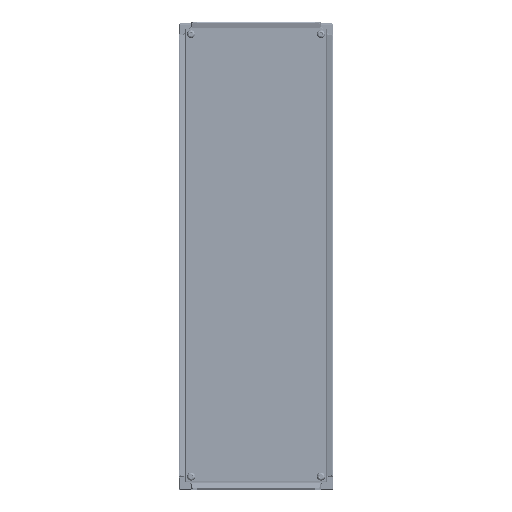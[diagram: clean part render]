
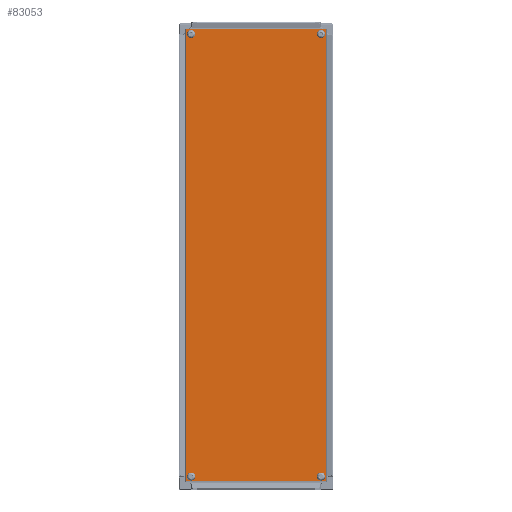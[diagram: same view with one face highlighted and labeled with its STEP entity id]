
A CAD part, top view. The second image highlights one B-rep face of the part: STEP entity #83053.
In plain terms, the highlighted face is planar.
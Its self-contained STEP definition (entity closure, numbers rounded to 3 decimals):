
#82207=CARTESIAN_POINT('Vertex',(-178.,-578.,0.)) ;
#82452=CARTESIAN_POINT('Line Origine',(-178.,0.,0.)) ;
#82456=CARTESIAN_POINT('Vertex',(-178.,578.,0.)) ;
#82480=CARTESIAN_POINT('Vertex',(178.,-578.,0.)) ;
#82483=CARTESIAN_POINT('Line Origine',(0.,-578.,0.)) ;
#82958=CARTESIAN_POINT('Axis2P3D Location',(0.,0.,0.)) ;
#82963=CARTESIAN_POINT('Line Origine',(178.,0.,0.)) ;
#82967=CARTESIAN_POINT('Vertex',(178.,578.,0.)) ;
#82970=CARTESIAN_POINT('Line Origine',(0.,578.,0.)) ;
#82981=CARTESIAN_POINT('Axis2P3D Location',(-166.,-566.,0.)) ;
#82985=CARTESIAN_POINT('Vertex',(-166.,-559.,0.)) ;
#82987=CARTESIAN_POINT('Vertex',(-166.,-573.,0.)) ;
#82990=CARTESIAN_POINT('Axis2P3D Location',(-166.,-566.,0.)) ;
#82999=CARTESIAN_POINT('Axis2P3D Location',(166.,-566.,0.)) ;
#83003=CARTESIAN_POINT('Vertex',(166.,-573.,0.)) ;
#83005=CARTESIAN_POINT('Vertex',(166.,-559.,0.)) ;
#83008=CARTESIAN_POINT('Axis2P3D Location',(166.,-566.,0.)) ;
#83017=CARTESIAN_POINT('Axis2P3D Location',(166.,566.,0.)) ;
#83021=CARTESIAN_POINT('Vertex',(166.,559.,0.)) ;
#83023=CARTESIAN_POINT('Vertex',(166.,573.,0.)) ;
#83026=CARTESIAN_POINT('Axis2P3D Location',(166.,566.,0.)) ;
#83035=CARTESIAN_POINT('Axis2P3D Location',(-166.,566.,0.)) ;
#83039=CARTESIAN_POINT('Vertex',(-166.,573.,0.)) ;
#83041=CARTESIAN_POINT('Vertex',(-166.,559.,0.)) ;
#83044=CARTESIAN_POINT('Axis2P3D Location',(-166.,566.,0.)) ;
#82453=DIRECTION('Vector Direction',(0.,-1.,0.)) ;
#82484=DIRECTION('Vector Direction',(1.,0.,0.)) ;
#82959=DIRECTION('Axis2P3D Direction',(0.,0.,-1.)) ;
#82960=DIRECTION('Axis2P3D XDirection',(1.,0.,0.)) ;
#82964=DIRECTION('Vector Direction',(0.,1.,0.)) ;
#82971=DIRECTION('Vector Direction',(-1.,0.,0.)) ;
#82982=DIRECTION('Axis2P3D Direction',(0.,0.,-1.)) ;
#82991=DIRECTION('Axis2P3D Direction',(0.,0.,-1.)) ;
#83000=DIRECTION('Axis2P3D Direction',(0.,0.,-1.)) ;
#83009=DIRECTION('Axis2P3D Direction',(0.,0.,-1.)) ;
#83018=DIRECTION('Axis2P3D Direction',(0.,0.,-1.)) ;
#83027=DIRECTION('Axis2P3D Direction',(0.,0.,-1.)) ;
#83036=DIRECTION('Axis2P3D Direction',(0.,0.,-1.)) ;
#83045=DIRECTION('Axis2P3D Direction',(0.,0.,-1.)) ;
#82961=AXIS2_PLACEMENT_3D('Plane Axis2P3D',#82958,#82959,#82960) ;
#82983=AXIS2_PLACEMENT_3D('Circle Axis2P3D',#82981,#82982,$) ;
#82992=AXIS2_PLACEMENT_3D('Circle Axis2P3D',#82990,#82991,$) ;
#83001=AXIS2_PLACEMENT_3D('Circle Axis2P3D',#82999,#83000,$) ;
#83010=AXIS2_PLACEMENT_3D('Circle Axis2P3D',#83008,#83009,$) ;
#83019=AXIS2_PLACEMENT_3D('Circle Axis2P3D',#83017,#83018,$) ;
#83028=AXIS2_PLACEMENT_3D('Circle Axis2P3D',#83026,#83027,$) ;
#83037=AXIS2_PLACEMENT_3D('Circle Axis2P3D',#83035,#83036,$) ;
#83046=AXIS2_PLACEMENT_3D('Circle Axis2P3D',#83044,#83045,$) ;
#82976=ORIENTED_EDGE('',*,*,#82969,.T.) ;
#82977=ORIENTED_EDGE('',*,*,#82487,.T.) ;
#82978=ORIENTED_EDGE('',*,*,#82458,.T.) ;
#82979=ORIENTED_EDGE('',*,*,#82974,.T.) ;
#82996=ORIENTED_EDGE('',*,*,#82989,.F.) ;
#82997=ORIENTED_EDGE('',*,*,#82994,.F.) ;
#83014=ORIENTED_EDGE('',*,*,#83007,.F.) ;
#83015=ORIENTED_EDGE('',*,*,#83012,.F.) ;
#83032=ORIENTED_EDGE('',*,*,#83025,.F.) ;
#83033=ORIENTED_EDGE('',*,*,#83030,.F.) ;
#83050=ORIENTED_EDGE('',*,*,#83043,.F.) ;
#83051=ORIENTED_EDGE('',*,*,#83048,.F.) ;
#82998=FACE_BOUND('',#82995,.T.) ;
#83016=FACE_BOUND('',#83013,.T.) ;
#83034=FACE_BOUND('',#83031,.T.) ;
#83052=FACE_BOUND('',#83049,.T.) ;
#82454=VECTOR('Line Direction',#82453,1.) ;
#82485=VECTOR('Line Direction',#82484,1.) ;
#82965=VECTOR('Line Direction',#82964,1.) ;
#82972=VECTOR('Line Direction',#82971,1.) ;
#83053=ADVANCED_FACE('Tetto_estetico',(#82980,#82998,#83016,#83034,#83052),#82962,.T.) ;
#82984=CIRCLE('generated circle',#82983,7.) ;
#82993=CIRCLE('generated circle',#82992,7.) ;
#83002=CIRCLE('generated circle',#83001,7.) ;
#83011=CIRCLE('generated circle',#83010,7.) ;
#83020=CIRCLE('generated circle',#83019,7.) ;
#83029=CIRCLE('generated circle',#83028,7.) ;
#83038=CIRCLE('generated circle',#83037,7.) ;
#83047=CIRCLE('generated circle',#83046,7.) ;
#82458=EDGE_CURVE('',#82208,#82457,#82455,.F.) ;
#82487=EDGE_CURVE('',#82481,#82208,#82486,.F.) ;
#82969=EDGE_CURVE('',#82968,#82481,#82966,.F.) ;
#82974=EDGE_CURVE('',#82457,#82968,#82973,.F.) ;
#82989=EDGE_CURVE('',#82986,#82988,#82984,.T.) ;
#82994=EDGE_CURVE('',#82988,#82986,#82993,.T.) ;
#83007=EDGE_CURVE('',#83004,#83006,#83002,.T.) ;
#83012=EDGE_CURVE('',#83006,#83004,#83011,.T.) ;
#83025=EDGE_CURVE('',#83022,#83024,#83020,.T.) ;
#83030=EDGE_CURVE('',#83024,#83022,#83029,.T.) ;
#83043=EDGE_CURVE('',#83040,#83042,#83038,.T.) ;
#83048=EDGE_CURVE('',#83042,#83040,#83047,.T.) ;
#82975=EDGE_LOOP('',(#82976,#82977,#82978,#82979)) ;
#82995=EDGE_LOOP('',(#82996,#82997)) ;
#83013=EDGE_LOOP('',(#83014,#83015)) ;
#83031=EDGE_LOOP('',(#83032,#83033)) ;
#83049=EDGE_LOOP('',(#83050,#83051)) ;
#82980=FACE_OUTER_BOUND('',#82975,.T.) ;
#82455=LINE('Line',#82452,#82454) ;
#82486=LINE('Line',#82483,#82485) ;
#82966=LINE('Line',#82963,#82965) ;
#82973=LINE('Line',#82970,#82972) ;
#82962=PLANE('',#82961) ;
#82208=VERTEX_POINT('',#82207) ;
#82457=VERTEX_POINT('',#82456) ;
#82481=VERTEX_POINT('',#82480) ;
#82968=VERTEX_POINT('',#82967) ;
#82986=VERTEX_POINT('',#82985) ;
#82988=VERTEX_POINT('',#82987) ;
#83004=VERTEX_POINT('',#83003) ;
#83006=VERTEX_POINT('',#83005) ;
#83022=VERTEX_POINT('',#83021) ;
#83024=VERTEX_POINT('',#83023) ;
#83040=VERTEX_POINT('',#83039) ;
#83042=VERTEX_POINT('',#83041) ;
